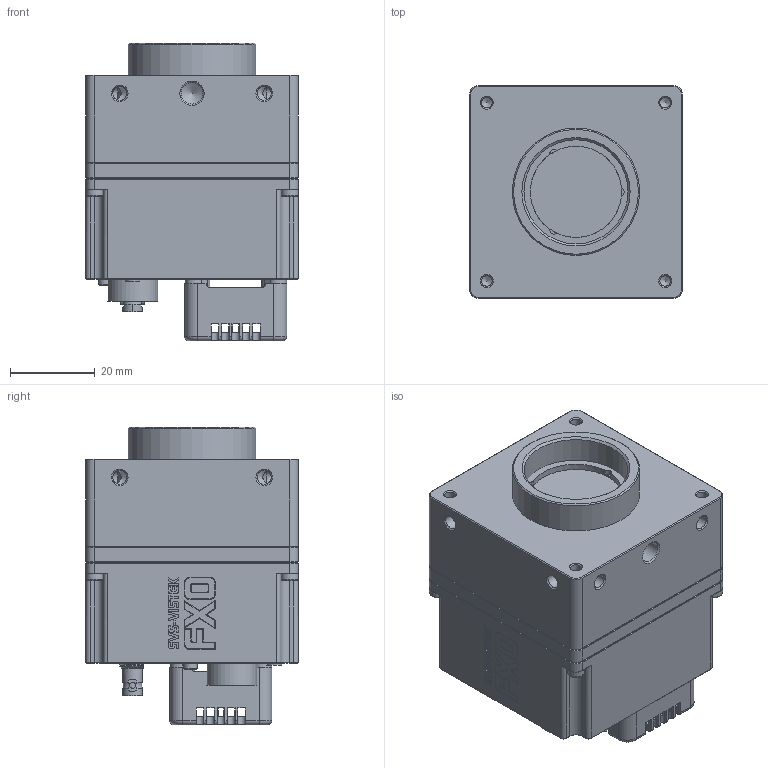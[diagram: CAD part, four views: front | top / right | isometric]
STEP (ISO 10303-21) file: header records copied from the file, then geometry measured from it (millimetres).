
FILE_DESCRIPTION (( 'STEP AP214' ), '1' );
FILE_NAME ('F002087-01001 FXO541CCX.STEP', '2020-06-09T14:27:27', ( '' ), ( '' ), 'SwSTEP 2.0', 'SolidWorks 2019', '' );
FILE_SCHEMA (( 'AUTOMOTIVE_DESIGN' ));
Length unit declared in the file: millimetre
Products named in the file (23): E002640-02001 Filterhalter C-Mount Sternform mit Elox und Gleitlack_a; E002985-01001 Dichtung EXO Sensorplatine; N000031-00000 SCHRAUBE M2x4 Torx ISO14583_M2x04; E002903-02001 Frontplatte FXO530 Fertigteil - lackiert und Tampondruck; CXP Schraube_7,5; HRS10A-12R-12PB(71)_a; E002921-01001 Lüfter MF20080V1-1000U-S99 20 x 20 x 8 4-polig; N000035-00000 Schraube M2x12 Torx ISO14580_M2x12; E002086-00000 M2x3 FK_a; IMX530 Glass; IMX530; E002082 Lichtleiter Mentor 1282.2000; E002916-02001 Lüfterkäfig FXO leise Fertigteil -  lackiert; F002087-01001 FXO541CCX; 34-1028-12G; 510210300; N000096-00000 Senkkopfschraube ISO 14581 A2 M2x16; E002400-04001 Montage Flansch HRS10A; E002946-01001 Mittelteil FXO kurz Fertigteil - lackiert - blau; E000037-01001 Abstandsbolzen M2x14 SW3; E004000-01001 Filter IR-Cut 680nm d24_a; E002944-01001 R點kplatte FXO CX lang Fertigteil - lackiert Tampondruck_E002642-01001 R乧kplatte HR2 CXP (mit Laserbeschriftung); IMX530 Base
Assembly tree (36 placements, depth 3):
  F002087-01001 FXO541CCX
    E002903-02001 Frontplatte FXO530 Fertigteil - lackiert und Tampondruck
    E002944-01001 R點kplatte FXO CX lang Fertigteil - lackiert Tampondruck_E002642-01001 R乧kplatte HR2 CXP (mit Laserbeschriftung)
    E002946-01001 Mittelteil FXO kurz Fertigteil - lackiert - blau
    510210300
    IMX530
      IMX530 Base
      IMX530 Glass
    E002921-01001 Lüfter MF20080V1-1000U-S99 20 x 20 x 8 4-polig
    E002916-02001 Lüfterkäfig FXO leise Fertigteil -  lackiert
    E004000-01001 Filter IR-Cut 680nm d24_a
    E002640-02001 Filterhalter C-Mount Sternform mit Elox und Gleitlack_a
    HRS10A-12R-12PB(71)_a
    E002086-00000 M2x3 FK_a  x2
    E002400-04001 Montage Flansch HRS10A
    N000035-00000 Schraube M2x12 Torx ISO14580_M2x12  x4
    E000037-01001 Abstandsbolzen M2x14 SW3  x4
    E002985-01001 Dichtung EXO Sensorplatine
    E002082 Lichtleiter Mentor 1282.2000
    N000031-00000 SCHRAUBE M2x4 Torx ISO14583_M2x04  x7
    CXP Schraube_7,5
    N000096-00000 Senkkopfschraube ISO 14581 A2 M2x16  x2
    34-1028-12G
Bounding box: 50 x 50 x 70.13 mm (x, y, z)
Volume: 50070.4 mm3; surface area: 49040.8 mm2
Topology: 35 solids, 64 shells, 3084 faces, 8190 edges, 5311 vertices
Faces by surface type: plane 1733, cylinder 702, bspline 329, cone 236, sphere 46, torus 38
Full cylindrical faces by diameter (mm): 0.358 x1, 0.8 x24, 1.6 x21, 1.8 x2, 2 x17, 2.05 x2, 2.2 x8, 2.4 x2, 2.5 x5, 2.8 x4, 2.9 x1, 3.2 x1, 3.3 x8, 3.5 x2, 4 x13, 5.105 x1, 5.7 x1, 7.5 x1, 8 x1, 8.2 x1, 9 x1, 11 x1, 11.8 x1, 14 x1, 15 x1, 18 x1, 21.5 x1, 24 x1, 24.5 x1, 25.4 x1
Entity records: 101885 total; most frequent: CARTESIAN_POINT 28819, ORIENTED_EDGE 13896, DIRECTION 12266, EDGE_CURVE 6972, LINE 4722, VECTOR 4722, VERTEX_POINT 4635, AXIS2_PLACEMENT_3D 3772
